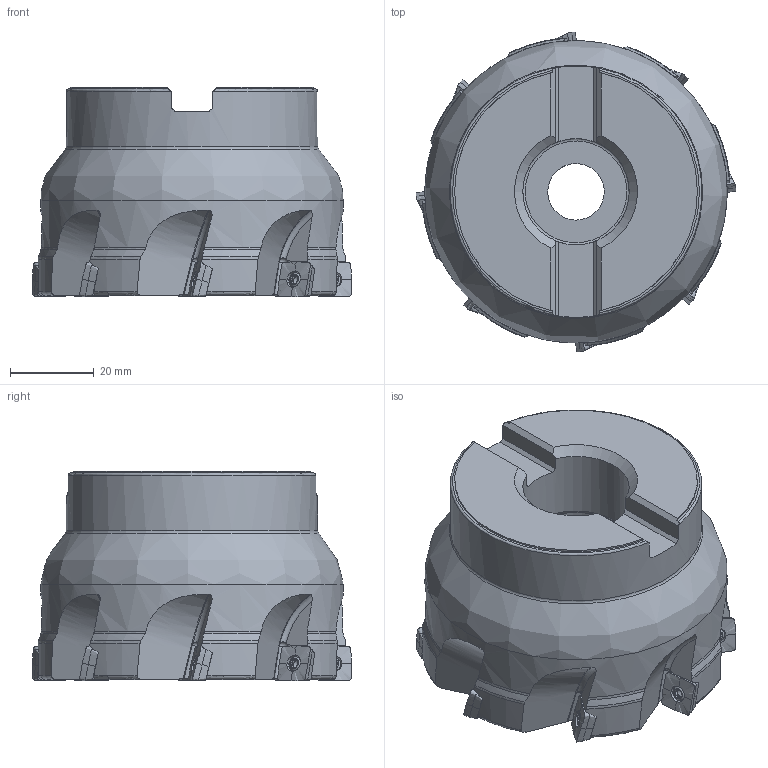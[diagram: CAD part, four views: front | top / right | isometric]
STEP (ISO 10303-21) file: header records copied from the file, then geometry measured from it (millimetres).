
FILE_DESCRIPTION(/* description */ (''),/* implementation_level */ '2;1');
FILE_NAME(/* name */ 'toolassembly_1.stp',/* time_stamp */ '2018-06-25T15:04:33+02:00',/* author */ (''),/* organization */ ('SMS'),/* preprocessor_version */ 'ST-DEVELOPER v15',/* originating_system */ 'SIEMENS PLM Software NX 8.5',/* authorisation */ '');
FILE_SCHEMA (('AUTOMOTIVE_DESIGN { 1 0 10303 214 3 1 1 1 }'));
Length unit declared in the file: millimetre
Products named in the file (4): ASSEMBLY_CONSTRUCTION; CUT_20180625150400; NOCUT_20180625150355; TOOLASSEMBLY_1
Assembly tree (10 placements, depth 2):
  TOOLASSEMBLY_1
    NOCUT_20180625150355
    CUT_20180625150400  x8
    ASSEMBLY_CONSTRUCTION
Bounding box: 76.21 x 76.21 x 50.01 mm (x, y, z)
Volume: 150012.1 mm3; surface area: 23831.6 mm2
Topology: 9 solids, 9 shells, 708 faces, 2001 edges, 1331 vertices
Faces by surface type: plane 269, bspline 112, extrusion 96, cone 93, torus 73, cylinder 48, sphere 16, revolution 1
Full cylindrical faces by diameter (mm): 2.5 x8, 2.8 x8, 3.45 x8, 13.5 x1, 21 x1, 25.41 x1, 25.9 x1, 60 x1, 72.2 x1
Entity records: 34912 total; most frequent: CARTESIAN_POINT 21378, ORIENTED_EDGE 2842, DIRECTION 2617, EDGE_CURVE 1421, AXIS2_PLACEMENT_3D 1074, VERTEX_POINT 949, EDGE_LOOP 642, ADVANCED_FACE 561
